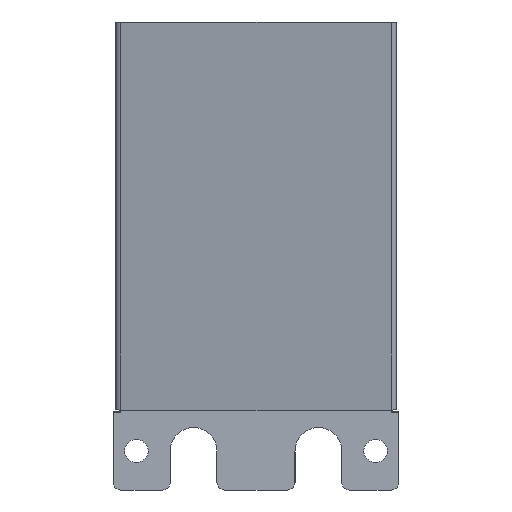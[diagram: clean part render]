
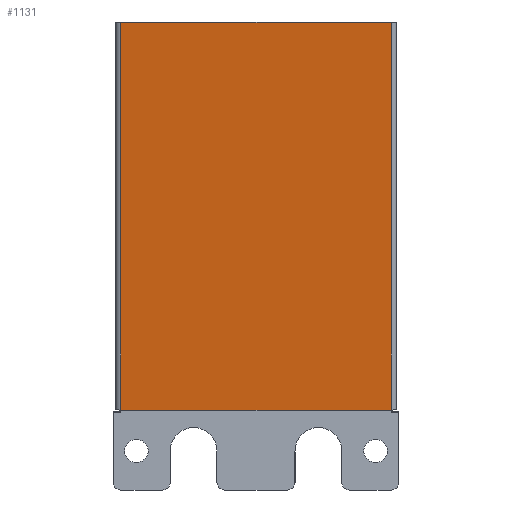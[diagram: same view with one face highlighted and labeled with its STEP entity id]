
A CAD part, left-side view. The second image highlights one B-rep face of the part: STEP entity #1131.
In plain terms, the highlighted planar face has unit normal (-0.992, 0, -0.127).
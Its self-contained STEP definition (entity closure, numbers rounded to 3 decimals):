
#31 = LINE ( 'NONE', #807, #1432 ) ;
#34 = ORIENTED_EDGE ( 'NONE', *, *, #318, .T. ) ;
#47 = EDGE_CURVE ( 'NONE', #167, #1329, #1159, .T. ) ;
#167 = VERTEX_POINT ( 'NONE', #963 ) ;
#225 = VECTOR ( 'NONE', #397, 1000. ) ;
#245 = AXIS2_PLACEMENT_3D ( 'NONE', #785, #282, #1539 ) ;
#282 = DIRECTION ( 'NONE',  ( -0.992, 0., -0.126 ) ) ;
#318 = EDGE_CURVE ( 'NONE', #375, #1158, #1371, .T. ) ;
#324 = ORIENTED_EDGE ( 'NONE', *, *, #1630, .T. ) ;
#375 = VERTEX_POINT ( 'NONE', #1541 ) ;
#397 = DIRECTION ( 'NONE',  ( 0., 1., 0. ) ) ;
#435 = FACE_OUTER_BOUND ( 'NONE', #933, .T. ) ;
#550 = CARTESIAN_POINT ( 'NONE',  ( -91.985, 107.999, -0.253 ) ) ;
#775 = CARTESIAN_POINT ( 'NONE',  ( -97.916, 105.999, 46.259 ) ) ;
#785 = CARTESIAN_POINT ( 'NONE',  ( -97.916, 53.999, 46.259 ) ) ;
#807 = CARTESIAN_POINT ( 'NONE',  ( -97.916, 1.999, 46.259 ) ) ;
#906 = LINE ( 'NONE', #775, #1062 ) ;
#914 = DIRECTION ( 'NONE',  ( 0., -1., 0. ) ) ;
#933 = EDGE_LOOP ( 'NONE', ( #1375, #324, #34, #971 ) ) ;
#963 = CARTESIAN_POINT ( 'NONE',  ( -91.985, 105.999, -0.253 ) ) ;
#971 = ORIENTED_EDGE ( 'NONE', *, *, #1564, .T. ) ;
#974 = CARTESIAN_POINT ( 'NONE',  ( -91.985, 1.999, -0.253 ) ) ;
#1017 = VECTOR ( 'NONE', #914, 1000. ) ;
#1062 = VECTOR ( 'NONE', #1538, 1000. ) ;
#1069 = CARTESIAN_POINT ( 'NONE',  ( -110.985, 105.999, 148.747 ) ) ;
#1131 = ADVANCED_FACE ( 'NONE', ( #435 ), #1161, .T. ) ;
#1158 = VERTEX_POINT ( 'NONE', #1069 ) ;
#1159 = LINE ( 'NONE', #550, #1017 ) ;
#1161 = PLANE ( 'NONE',  #245 ) ;
#1289 = CARTESIAN_POINT ( 'NONE',  ( -110.985, 107.999, 148.747 ) ) ;
#1309 = DIRECTION ( 'NONE',  ( -0.126, 0., 0.992 ) ) ;
#1329 = VERTEX_POINT ( 'NONE', #974 ) ;
#1371 = LINE ( 'NONE', #1289, #225 ) ;
#1375 = ORIENTED_EDGE ( 'NONE', *, *, #47, .T. ) ;
#1432 = VECTOR ( 'NONE', #1309, 1000. ) ;
#1538 = DIRECTION ( 'NONE',  ( 0.126, 0., -0.992 ) ) ;
#1539 = DIRECTION ( 'NONE',  ( 0., -1., 0. ) ) ;
#1541 = CARTESIAN_POINT ( 'NONE',  ( -110.985, 1.999, 148.747 ) ) ;
#1564 = EDGE_CURVE ( 'NONE', #1158, #167, #906, .T. ) ;
#1630 = EDGE_CURVE ( 'NONE', #1329, #375, #31, .T. ) ;
